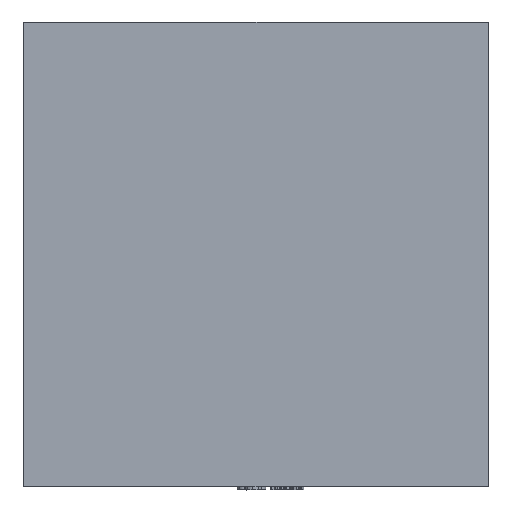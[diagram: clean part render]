
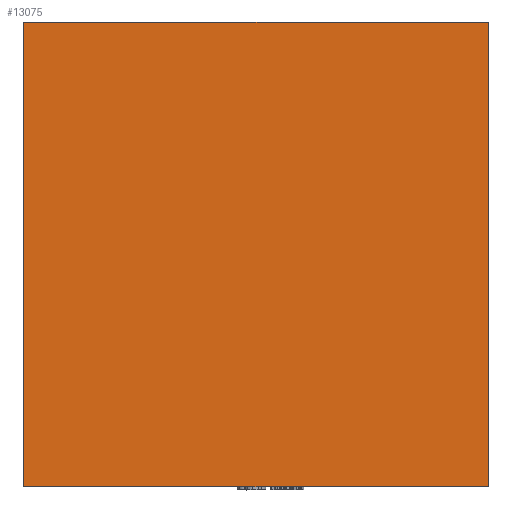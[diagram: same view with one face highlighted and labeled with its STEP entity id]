
A CAD part, top view. The second image highlights one B-rep face of the part: STEP entity #13075.
In plain terms, the highlighted planar face has unit normal (0, 0, 1).
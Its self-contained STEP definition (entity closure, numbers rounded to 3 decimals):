
#534 = ORIENTED_EDGE ( 'NONE', *, *, #952, .T. ) ;
#658 = PLANE ( 'NONE',  #1907 ) ;
#736 = VECTOR ( 'NONE', #9425, 1000. ) ;
#952 = EDGE_CURVE ( 'NONE', #10291, #13281, #9331, .T. ) ;
#1322 = DIRECTION ( 'NONE',  ( 0., 1., 0. ) ) ;
#1907 = AXIS2_PLACEMENT_3D ( 'NONE', #6400, #7658, #1918 ) ;
#1918 = DIRECTION ( 'NONE',  ( 1., 0., 0. ) ) ;
#2225 = ORIENTED_EDGE ( 'NONE', *, *, #16114, .T. ) ;
#2650 = VERTEX_POINT ( 'NONE', #17124 ) ;
#3461 = LINE ( 'NONE', #16960, #6284 ) ;
#3483 = CARTESIAN_POINT ( 'NONE',  ( -0.75, 0.75, 0.65 ) ) ;
#3585 = EDGE_CURVE ( 'NONE', #13281, #15699, #9403, .T. ) ;
#4753 = CARTESIAN_POINT ( 'NONE',  ( 0.75, 0.75, 0.65 ) ) ;
#5037 = FACE_OUTER_BOUND ( 'NONE', #11914, .T. ) ;
#6284 = VECTOR ( 'NONE', #10415, 1000. ) ;
#6400 = CARTESIAN_POINT ( 'NONE',  ( 0., 0., 0.65 ) ) ;
#7658 = DIRECTION ( 'NONE',  ( 0., 0., 1. ) ) ;
#7829 = ORIENTED_EDGE ( 'NONE', *, *, #3585, .T. ) ;
#8039 = CARTESIAN_POINT ( 'NONE',  ( 0.75, 0.75, 0.65 ) ) ;
#9161 = CARTESIAN_POINT ( 'NONE',  ( -0.75, -0.75, 0.65 ) ) ;
#9331 = LINE ( 'NONE', #13442, #14812 ) ;
#9403 = LINE ( 'NONE', #8039, #15195 ) ;
#9425 = DIRECTION ( 'NONE',  ( 1., 0., 0. ) ) ;
#9508 = LINE ( 'NONE', #9161, #736 ) ;
#10291 = VERTEX_POINT ( 'NONE', #14715 ) ;
#10415 = DIRECTION ( 'NONE',  ( 0., -1., 0. ) ) ;
#11914 = EDGE_LOOP ( 'NONE', ( #17787, #534, #7829, #2225 ) ) ;
#13075 = ADVANCED_FACE ( 'NONE', ( #5037 ), #658, .T. ) ;
#13281 = VERTEX_POINT ( 'NONE', #4753 ) ;
#13442 = CARTESIAN_POINT ( 'NONE',  ( 0.75, -0.75, 0.65 ) ) ;
#13516 = DIRECTION ( 'NONE',  ( -1., 0., 0. ) ) ;
#14715 = CARTESIAN_POINT ( 'NONE',  ( 0.75, -0.75, 0.65 ) ) ;
#14812 = VECTOR ( 'NONE', #1322, 1000. ) ;
#15195 = VECTOR ( 'NONE', #13516, 1000. ) ;
#15699 = VERTEX_POINT ( 'NONE', #3483 ) ;
#16114 = EDGE_CURVE ( 'NONE', #15699, #2650, #3461, .T. ) ;
#16960 = CARTESIAN_POINT ( 'NONE',  ( -0.75, 0.75, 0.65 ) ) ;
#17124 = CARTESIAN_POINT ( 'NONE',  ( -0.75, -0.75, 0.65 ) ) ;
#17568 = EDGE_CURVE ( 'NONE', #2650, #10291, #9508, .T. ) ;
#17787 = ORIENTED_EDGE ( 'NONE', *, *, #17568, .T. ) ;
